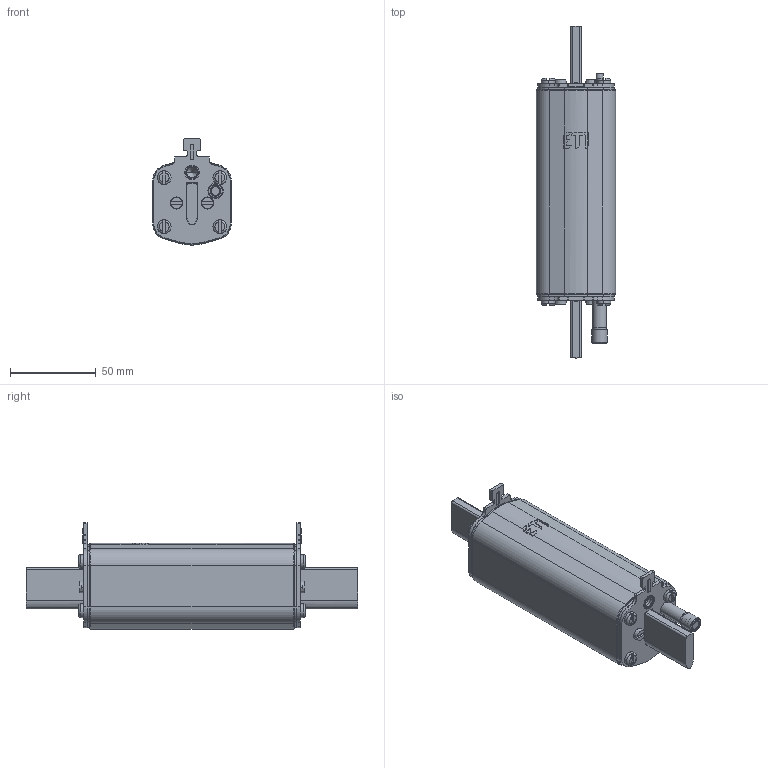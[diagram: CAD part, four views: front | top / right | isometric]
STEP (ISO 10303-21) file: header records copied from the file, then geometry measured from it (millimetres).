
FILE_DESCRIPTION((''),'2;1');
FILE_NAME('1XLK_1100V_ASM','2021-09-27T',('marketing.praksa'),('Audax d.o.o.'),'CREO PARAMETRIC BY PTC INC, 2017480','CREO PARAMETRIC BY PTC INC, 2017480','');
FILE_SCHEMA(('AUTOMOTIVE_DESIGN { 1 0 10303 214 1 1 1 1 }'));
Length unit declared in the file: millimetre
Products named in the file (16): 0000029730_2_1_2; 0000015141_1_1_2; 0000016619_1; 0000016659_1; 0000015700_AF0_3_1; 0000015247_AF0_1_1_2_3; 0000015701_ASM_1_1_2_3_ASM; 0000015999_1_1_2; 0000015360_1_1_2_3_4_5_6_7_8_12; 0000015419_1_1_2_3_4; 0000016319_1; 0000016479_1; 0000016339_1; 0000016442_AF0_ASM_1_ASM; 0000016381_1; 1XLK_1100V_ASM
Assembly tree (28 placements, depth 3):
  1XLK_1100V_ASM
    0000029730_2_1_2
    0000015141_1_1_2  x2
    0000016619_1
    0000016659_1
    0000015701_ASM_1_1_2_3_ASM  x2
      0000015700_AF0_3_1
      0000015247_AF0_1_1_2_3
    0000015999_1_1_2  x2
    0000015360_1_1_2_3_4_5_6_7_8_12  x8
    0000015419_1_1_2_3_4  x4
    0000016442_AF0_ASM_1_ASM
      0000016319_1
      0000016479_1
      0000016339_1
    0000016381_1
Bounding box: 46 x 193 x 61.8 mm (x, y, z)
Volume: 268517.8 mm3; surface area: 59666.4 mm2
Topology: 27 solids, 49 shells, 874 faces, 2159 edges, 1380 vertices
Faces by surface type: cylinder 381, plane 296, cone 104, torus 68, extrusion 21, bspline 4
Entity records: 26355 total; most frequent: CARTESIAN_POINT 3967, DIRECTION 3209, ORIENTED_EDGE 2782, EDGE_CURVE 1425, PRESENTATION_STYLE_ASSIGNMENT 1294, AXIS2_PLACEMENT_3D 1254, STYLED_ITEM 1248, CURVE_STYLE 1080
